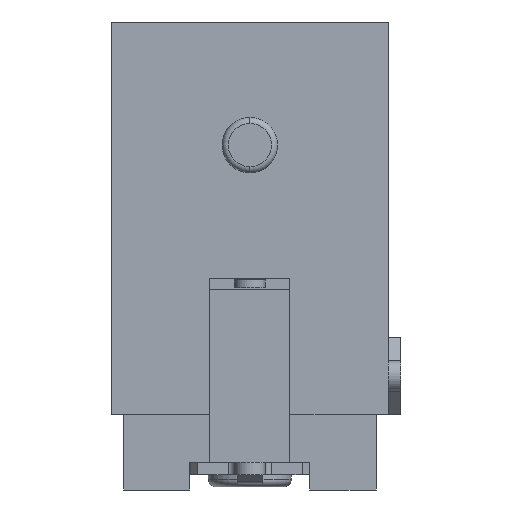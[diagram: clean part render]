
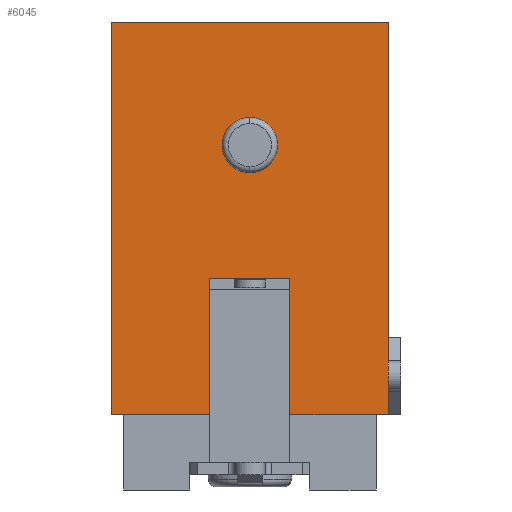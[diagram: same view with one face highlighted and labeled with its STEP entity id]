
A CAD part, front view. The second image highlights one B-rep face of the part: STEP entity #6045.
In plain terms, the highlighted planar face has unit normal (0, -1, 0).
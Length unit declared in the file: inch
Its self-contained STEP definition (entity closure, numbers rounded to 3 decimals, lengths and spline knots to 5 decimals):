
#152 = AXIS2_PLACEMENT_3D ( 'NONE', #3398, #6175, #4807 ) ;
#215 = EDGE_CURVE ( 'NONE', #4516, #3417, #1967, .T. ) ;
#343 = ORIENTED_EDGE ( 'NONE', *, *, #6173, .F. ) ;
#421 = ORIENTED_EDGE ( 'NONE', *, *, #215, .T. ) ;
#500 = VECTOR ( 'NONE', #4962, 39.37008 ) ;
#620 = EDGE_CURVE ( 'NONE', #5373, #851, #2440, .T. ) ;
#643 = DIRECTION ( 'NONE',  ( 0., 0., 1. ) ) ;
#691 = CARTESIAN_POINT ( 'NONE',  ( -0.17717, 0., -0.50197 ) ) ;
#851 = VERTEX_POINT ( 'NONE', #2388 ) ;
#941 = DIRECTION ( 'NONE',  ( 1., 0., 0. ) ) ;
#1084 = AXIS2_PLACEMENT_3D ( 'NONE', #6183, #3879, #1925 ) ;
#1200 = EDGE_LOOP ( 'NONE', ( #3239, #343, #3577, #421, #4023, #1695, #1918, #4815 ) ) ;
#1218 = EDGE_CURVE ( 'NONE', #3417, #851, #1857, .T. ) ;
#1407 = VECTOR ( 'NONE', #4203, 39.37008 ) ;
#1561 = CARTESIAN_POINT ( 'NONE',  ( 0.05118, 0., -0.50197 ) ) ;
#1695 = ORIENTED_EDGE ( 'NONE', *, *, #620, .F. ) ;
#1836 = CARTESIAN_POINT ( 'NONE',  ( 0., 0., -0.19291 ) ) ;
#1857 = LINE ( 'NONE', #3854, #6091 ) ;
#1918 = ORIENTED_EDGE ( 'NONE', *, *, #3393, .F. ) ;
#1925 = DIRECTION ( 'NONE',  ( 0., 0., -1. ) ) ;
#1967 = LINE ( 'NONE', #5396, #500 ) ;
#1998 = DIRECTION ( 'NONE',  ( 0., 0., 1. ) ) ;
#2064 = ORIENTED_EDGE ( 'NONE', *, *, #5636, .F. ) ;
#2093 = VECTOR ( 'NONE', #1998, 39.37008 ) ;
#2190 = EDGE_CURVE ( 'NONE', #4828, #4473, #6003, .T. ) ;
#2226 = CARTESIAN_POINT ( 'NONE',  ( 0., 0., -0.12205 ) ) ;
#2327 = DIRECTION ( 'NONE',  ( 0., -1., 0. ) ) ;
#2388 = CARTESIAN_POINT ( 'NONE',  ( 0.17717, 0., 0. ) ) ;
#2440 = LINE ( 'NONE', #6218, #3691 ) ;
#2445 = DIRECTION ( 'NONE',  ( 0., 0., 1. ) ) ;
#2500 = CARTESIAN_POINT ( 'NONE',  ( -0.05118, 0., -0.32776 ) ) ;
#2538 = LINE ( 'NONE', #1561, #2998 ) ;
#2765 = VERTEX_POINT ( 'NONE', #2226 ) ;
#2790 = LINE ( 'NONE', #6120, #5807 ) ;
#2850 = CARTESIAN_POINT ( 'NONE',  ( 0., 0., -0.15748 ) ) ;
#2958 = VERTEX_POINT ( 'NONE', #3468 ) ;
#2998 = VECTOR ( 'NONE', #643, 39.37008 ) ;
#3239 = ORIENTED_EDGE ( 'NONE', *, *, #4119, .F. ) ;
#3313 = LINE ( 'NONE', #5675, #2093 ) ;
#3393 = EDGE_CURVE ( 'NONE', #4828, #5373, #3313, .T. ) ;
#3398 = CARTESIAN_POINT ( 'NONE',  ( 0., 0., -0.15748 ) ) ;
#3417 = VERTEX_POINT ( 'NONE', #3484 ) ;
#3468 = CARTESIAN_POINT ( 'NONE',  ( 0.05118, 0., -0.32776 ) ) ;
#3484 = CARTESIAN_POINT ( 'NONE',  ( 0.17717, 0., -0.50197 ) ) ;
#3556 = EDGE_LOOP ( 'NONE', ( #2064, #4997 ) ) ;
#3577 = ORIENTED_EDGE ( 'NONE', *, *, #4661, .F. ) ;
#3691 = VECTOR ( 'NONE', #941, 39.37008 ) ;
#3832 = CARTESIAN_POINT ( 'NONE',  ( -0.05118, 0., -0.50197 ) ) ;
#3854 = CARTESIAN_POINT ( 'NONE',  ( 0.17717, 0., -0.50197 ) ) ;
#3879 = DIRECTION ( 'NONE',  ( 0., -1., 0. ) ) ;
#3882 = VERTEX_POINT ( 'NONE', #2500 ) ;
#4023 = ORIENTED_EDGE ( 'NONE', *, *, #1218, .T. ) ;
#4107 = CIRCLE ( 'NONE', #4902, 0.03543 ) ;
#4119 = EDGE_CURVE ( 'NONE', #3882, #4473, #2790, .T. ) ;
#4167 = PLANE ( 'NONE',  #1084 ) ;
#4203 = DIRECTION ( 'NONE',  ( 1., 0., 0. ) ) ;
#4379 = DIRECTION ( 'NONE',  ( -1., 0., 0. ) ) ;
#4434 = CARTESIAN_POINT ( 'NONE',  ( -0.17717, 0., 0. ) ) ;
#4468 = CARTESIAN_POINT ( 'NONE',  ( -0.05118, 0., -0.32776 ) ) ;
#4473 = VERTEX_POINT ( 'NONE', #3832 ) ;
#4516 = VERTEX_POINT ( 'NONE', #5728 ) ;
#4542 = VERTEX_POINT ( 'NONE', #1836 ) ;
#4661 = EDGE_CURVE ( 'NONE', #4516, #2958, #2538, .T. ) ;
#4799 = CIRCLE ( 'NONE', #152, 0.03543 ) ;
#4807 = DIRECTION ( 'NONE',  ( 0., 0., -1. ) ) ;
#4815 = ORIENTED_EDGE ( 'NONE', *, *, #2190, .T. ) ;
#4828 = VERTEX_POINT ( 'NONE', #4850 ) ;
#4850 = CARTESIAN_POINT ( 'NONE',  ( -0.17717, 0., -0.50197 ) ) ;
#4902 = AXIS2_PLACEMENT_3D ( 'NONE', #2850, #2327, #5253 ) ;
#4962 = DIRECTION ( 'NONE',  ( 1., 0., 0. ) ) ;
#4997 = ORIENTED_EDGE ( 'NONE', *, *, #5314, .F. ) ;
#5046 = FACE_BOUND ( 'NONE', #3556, .T. ) ;
#5122 = VECTOR ( 'NONE', #4379, 39.37008 ) ;
#5253 = DIRECTION ( 'NONE',  ( 0., 0., -1. ) ) ;
#5314 = EDGE_CURVE ( 'NONE', #4542, #2765, #4799, .T. ) ;
#5373 = VERTEX_POINT ( 'NONE', #4434 ) ;
#5396 = CARTESIAN_POINT ( 'NONE',  ( -0.17717, 0., -0.50197 ) ) ;
#5539 = FACE_OUTER_BOUND ( 'NONE', #1200, .T. ) ;
#5636 = EDGE_CURVE ( 'NONE', #2765, #4542, #4107, .T. ) ;
#5675 = CARTESIAN_POINT ( 'NONE',  ( -0.17717, 0., -0.50197 ) ) ;
#5728 = CARTESIAN_POINT ( 'NONE',  ( 0.05118, 0., -0.50197 ) ) ;
#5805 = LINE ( 'NONE', #4468, #5122 ) ;
#5807 = VECTOR ( 'NONE', #6019, 39.37008 ) ;
#6003 = LINE ( 'NONE', #691, #1407 ) ;
#6019 = DIRECTION ( 'NONE',  ( 0., 0., -1. ) ) ;
#6045 = ADVANCED_FACE ( 'NONE', ( #5539, #5046 ), #4167, .T. ) ;
#6091 = VECTOR ( 'NONE', #2445, 39.37008 ) ;
#6120 = CARTESIAN_POINT ( 'NONE',  ( -0.05118, 0., -0.50197 ) ) ;
#6173 = EDGE_CURVE ( 'NONE', #2958, #3882, #5805, .T. ) ;
#6175 = DIRECTION ( 'NONE',  ( 0., -1., 0. ) ) ;
#6183 = CARTESIAN_POINT ( 'NONE',  ( -0.17717, 0., -0.50197 ) ) ;
#6218 = CARTESIAN_POINT ( 'NONE',  ( -0.17717, 0., 0. ) ) ;
